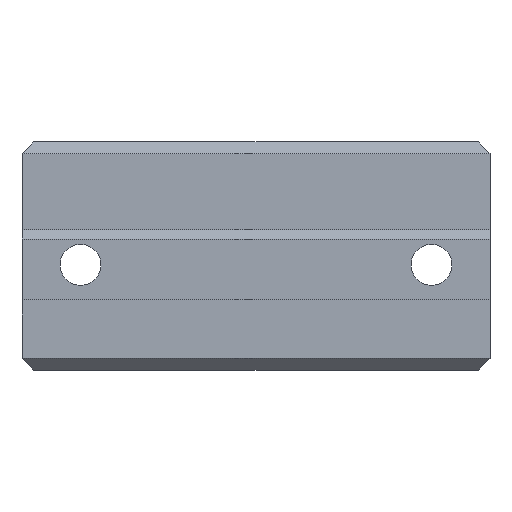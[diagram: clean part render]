
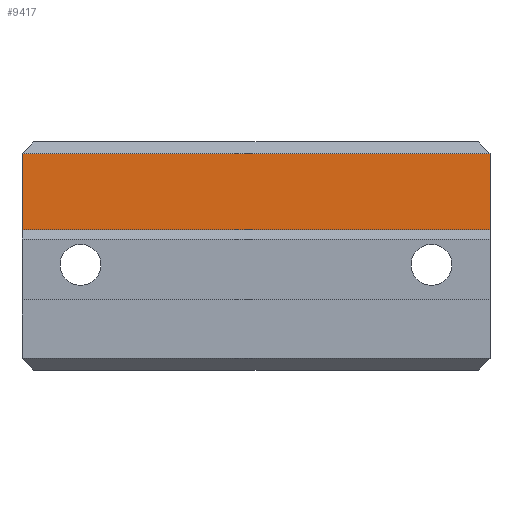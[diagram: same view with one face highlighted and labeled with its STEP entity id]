
A CAD part, left-side view. The second image highlights one B-rep face of the part: STEP entity #9417.
In plain terms, the highlighted planar face has unit normal (-1, 0, 0).
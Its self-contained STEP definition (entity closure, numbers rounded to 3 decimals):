
#7469 = PLANE('',#7470);
#7470 = AXIS2_PLACEMENT_3D('',#7471,#7472,#7473);
#7471 = CARTESIAN_POINT('',(-14.664,20.,6.706));
#7472 = DIRECTION('',(0.,1.,0.));
#7473 = DIRECTION('',(0.,0.,1.));
#7631 = PLANE('',#7632);
#7632 = AXIS2_PLACEMENT_3D('',#7633,#7634,#7635);
#7633 = CARTESIAN_POINT('',(-14.664,-20.,6.706));
#7634 = DIRECTION('',(0.,1.,0.));
#7635 = DIRECTION('',(0.,0.,1.));
#8235 = PLANE('',#8236);
#8236 = AXIS2_PLACEMENT_3D('',#8237,#8238,#8239);
#8237 = CARTESIAN_POINT('',(-17.5,20.,16.));
#8238 = DIRECTION('',(0.707,0.,-0.707));
#8239 = DIRECTION('',(0.,-1.,0.));
#8535 = EDGE_CURVE('',#8536,#8538,#8540,.T.);
#8536 = VERTEX_POINT('',#8537);
#8537 = CARTESIAN_POINT('',(-18.,20.,15.5));
#8538 = VERTEX_POINT('',#8539);
#8539 = CARTESIAN_POINT('',(-18.,20.,9.));
#8540 = SURFACE_CURVE('',#8541,(#8545,#8552),.PCURVE_S1.);
#8541 = LINE('',#8542,#8543);
#8542 = CARTESIAN_POINT('',(-18.,20.,16.5));
#8543 = VECTOR('',#8544,1.);
#8544 = DIRECTION('',(0.,0.,-1.));
#8545 = PCURVE('',#7469,#8546);
#8546 = DEFINITIONAL_REPRESENTATION('',(#8547),#8551);
#8547 = LINE('',#8548,#8549);
#8548 = CARTESIAN_POINT('',(9.794,-3.336));
#8549 = VECTOR('',#8550,1.);
#8550 = DIRECTION('',(-1.,0.));
#8551 = ( GEOMETRIC_REPRESENTATION_CONTEXT(2) 
PARAMETRIC_REPRESENTATION_CONTEXT() REPRESENTATION_CONTEXT('2D SPACE',''
  ) );
#8552 = PCURVE('',#8553,#8558);
#8553 = PLANE('',#8554);
#8554 = AXIS2_PLACEMENT_3D('',#8555,#8556,#8557);
#8555 = CARTESIAN_POINT('',(-18.,20.,16.5));
#8556 = DIRECTION('',(1.,0.,0.));
#8557 = DIRECTION('',(0.,0.,-1.));
#8558 = DEFINITIONAL_REPRESENTATION('',(#8559),#8563);
#8559 = LINE('',#8560,#8561);
#8560 = CARTESIAN_POINT('',(0.,0.));
#8561 = VECTOR('',#8562,1.);
#8562 = DIRECTION('',(1.,0.));
#8563 = ( GEOMETRIC_REPRESENTATION_CONTEXT(2) 
PARAMETRIC_REPRESENTATION_CONTEXT() REPRESENTATION_CONTEXT('2D SPACE',''
  ) );
#8708 = PLANE('',#8709);
#8709 = AXIS2_PLACEMENT_3D('',#8710,#8711,#8712);
#8710 = CARTESIAN_POINT('',(-18.,20.,9.));
#8711 = DIRECTION('',(0.707,0.,-0.707));
#8712 = DIRECTION('',(-0.707,0.,-0.707));
#8830 = EDGE_CURVE('',#8831,#8833,#8835,.T.);
#8831 = VERTEX_POINT('',#8832);
#8832 = CARTESIAN_POINT('',(-18.,-20.,15.5));
#8833 = VERTEX_POINT('',#8834);
#8834 = CARTESIAN_POINT('',(-18.,-20.,9.));
#8835 = SURFACE_CURVE('',#8836,(#8840,#8847),.PCURVE_S1.);
#8836 = LINE('',#8837,#8838);
#8837 = CARTESIAN_POINT('',(-18.,-20.,16.5));
#8838 = VECTOR('',#8839,1.);
#8839 = DIRECTION('',(0.,0.,-1.));
#8840 = PCURVE('',#7631,#8841);
#8841 = DEFINITIONAL_REPRESENTATION('',(#8842),#8846);
#8842 = LINE('',#8843,#8844);
#8843 = CARTESIAN_POINT('',(9.794,-3.336));
#8844 = VECTOR('',#8845,1.);
#8845 = DIRECTION('',(-1.,0.));
#8846 = ( GEOMETRIC_REPRESENTATION_CONTEXT(2) 
PARAMETRIC_REPRESENTATION_CONTEXT() REPRESENTATION_CONTEXT('2D SPACE',''
  ) );
#8847 = PCURVE('',#8553,#8848);
#8848 = DEFINITIONAL_REPRESENTATION('',(#8849),#8853);
#8849 = LINE('',#8850,#8851);
#8850 = CARTESIAN_POINT('',(0.,-40.));
#8851 = VECTOR('',#8852,1.);
#8852 = DIRECTION('',(1.,0.));
#8853 = ( GEOMETRIC_REPRESENTATION_CONTEXT(2) 
PARAMETRIC_REPRESENTATION_CONTEXT() REPRESENTATION_CONTEXT('2D SPACE',''
  ) );
#9214 = EDGE_CURVE('',#8536,#8831,#9215,.T.);
#9215 = SURFACE_CURVE('',#9216,(#9220,#9227),.PCURVE_S1.);
#9216 = LINE('',#9217,#9218);
#9217 = CARTESIAN_POINT('',(-18.,20.,15.5));
#9218 = VECTOR('',#9219,1.);
#9219 = DIRECTION('',(0.,-1.,0.));
#9220 = PCURVE('',#8235,#9221);
#9221 = DEFINITIONAL_REPRESENTATION('',(#9222),#9226);
#9222 = LINE('',#9223,#9224);
#9223 = CARTESIAN_POINT('',(0.,0.707));
#9224 = VECTOR('',#9225,1.);
#9225 = DIRECTION('',(1.,0.));
#9226 = ( GEOMETRIC_REPRESENTATION_CONTEXT(2) 
PARAMETRIC_REPRESENTATION_CONTEXT() REPRESENTATION_CONTEXT('2D SPACE',''
  ) );
#9227 = PCURVE('',#8553,#9228);
#9228 = DEFINITIONAL_REPRESENTATION('',(#9229),#9233);
#9229 = LINE('',#9230,#9231);
#9230 = CARTESIAN_POINT('',(1.,0.));
#9231 = VECTOR('',#9232,1.);
#9232 = DIRECTION('',(0.,-1.));
#9233 = ( GEOMETRIC_REPRESENTATION_CONTEXT(2) 
PARAMETRIC_REPRESENTATION_CONTEXT() REPRESENTATION_CONTEXT('2D SPACE',''
  ) );
#9417 = ADVANCED_FACE('',(#9418),#8553,.F.);
#9418 = FACE_BOUND('',#9419,.F.);
#9419 = EDGE_LOOP('',(#9420,#9421,#9442,#9443));
#9420 = ORIENTED_EDGE('',*,*,#8830,.T.);
#9421 = ORIENTED_EDGE('',*,*,#9422,.F.);
#9422 = EDGE_CURVE('',#8538,#8833,#9423,.T.);
#9423 = SURFACE_CURVE('',#9424,(#9428,#9435),.PCURVE_S1.);
#9424 = LINE('',#9425,#9426);
#9425 = CARTESIAN_POINT('',(-18.,20.,9.));
#9426 = VECTOR('',#9427,1.);
#9427 = DIRECTION('',(0.,-1.,0.));
#9428 = PCURVE('',#8553,#9429);
#9429 = DEFINITIONAL_REPRESENTATION('',(#9430),#9434);
#9430 = LINE('',#9431,#9432);
#9431 = CARTESIAN_POINT('',(7.5,0.));
#9432 = VECTOR('',#9433,1.);
#9433 = DIRECTION('',(0.,-1.));
#9434 = ( GEOMETRIC_REPRESENTATION_CONTEXT(2) 
PARAMETRIC_REPRESENTATION_CONTEXT() REPRESENTATION_CONTEXT('2D SPACE',''
  ) );
#9435 = PCURVE('',#8708,#9436);
#9436 = DEFINITIONAL_REPRESENTATION('',(#9437),#9441);
#9437 = LINE('',#9438,#9439);
#9438 = CARTESIAN_POINT('',(-0.,0.));
#9439 = VECTOR('',#9440,1.);
#9440 = DIRECTION('',(0.,-1.));
#9441 = ( GEOMETRIC_REPRESENTATION_CONTEXT(2) 
PARAMETRIC_REPRESENTATION_CONTEXT() REPRESENTATION_CONTEXT('2D SPACE',''
  ) );
#9442 = ORIENTED_EDGE('',*,*,#8535,.F.);
#9443 = ORIENTED_EDGE('',*,*,#9214,.T.);
